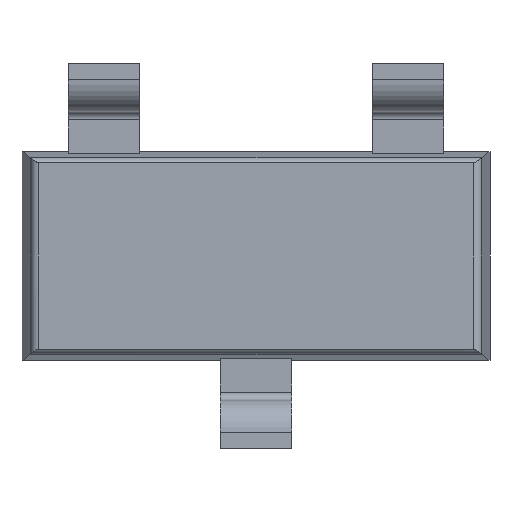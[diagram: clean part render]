
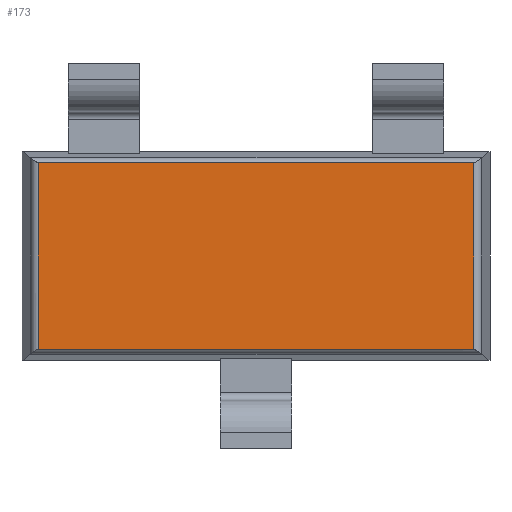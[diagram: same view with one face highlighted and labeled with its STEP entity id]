
A CAD part, front view. The second image highlights one B-rep face of the part: STEP entity #173.
In plain terms, the highlighted planar face has unit normal (0, -1, 0).
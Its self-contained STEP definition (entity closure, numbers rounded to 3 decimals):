
#173=ADVANCED_FACE('',(#356),#357,.T.);
#356=FACE_OUTER_BOUND('',#546,.T.);
#357=PLANE('',#547);
#546=EDGE_LOOP('',(#1030,#1031,#1032,#1033));
#547=AXIS2_PLACEMENT_3D('',#1034,#1035,#1036);
#1030=ORIENTED_EDGE('',*,*,#1386,.T.);
#1031=ORIENTED_EDGE('',*,*,#1387,.T.);
#1032=ORIENTED_EDGE('',*,*,#1388,.T.);
#1033=ORIENTED_EDGE('',*,*,#1389,.F.);
#1034=CARTESIAN_POINT('',(1.46,0.05,0.65));
#1035=DIRECTION('',(0.0,-1.0,-0.0));
#1036=DIRECTION('',(-1.0,0.0,0.));
#1386=EDGE_CURVE('',#1726,#1727,#1728,.T.);
#1387=EDGE_CURVE('',#1727,#1729,#1730,.T.);
#1388=EDGE_CURVE('',#1729,#1731,#1732,.T.);
#1389=EDGE_CURVE('',#1726,#1731,#1733,.T.);
#1726=VERTEX_POINT('',#2226);
#1727=VERTEX_POINT('',#2227);
#1728=LINE('',#2228,#2229);
#1729=VERTEX_POINT('',#2230);
#1730=LINE('',#2231,#2232);
#1731=VERTEX_POINT('',#2233);
#1732=LINE('',#2234,#2235);
#1733=LINE('',#2236,#2237);
#2226=CARTESIAN_POINT('',(2.817,0.05,0.583));
#2227=CARTESIAN_POINT('',(0.103,0.05,0.583));
#2228=CARTESIAN_POINT('',(1.46,0.05,0.583));
#2229=VECTOR('',#2582,1.0);
#2230=CARTESIAN_POINT('',(0.103,0.05,-0.583));
#2231=CARTESIAN_POINT('',(0.103,0.05,0.65));
#2232=VECTOR('',#2583,1.0);
#2233=CARTESIAN_POINT('',(2.817,0.05,-0.583));
#2234=CARTESIAN_POINT('',(1.46,0.05,-0.583));
#2235=VECTOR('',#2584,1.0);
#2236=CARTESIAN_POINT('',(2.817,0.05,0.65));
#2237=VECTOR('',#2585,1.0);
#2582=DIRECTION('',(-1.0,-0.0,0.));
#2583=DIRECTION('',(0.,0.0,-1.0));
#2584=DIRECTION('',(1.0,0.0,0.));
#2585=DIRECTION('',(0.,0.0,-1.0));
